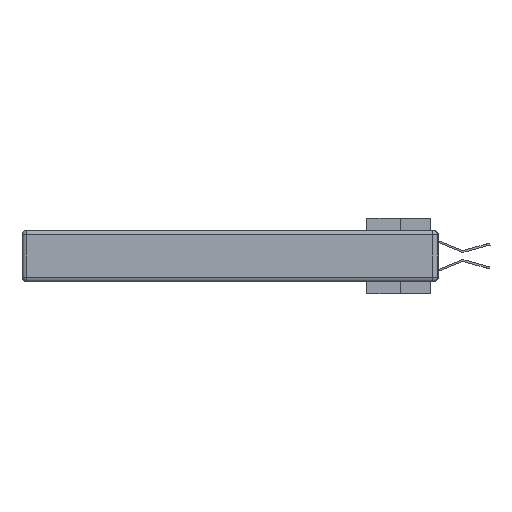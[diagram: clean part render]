
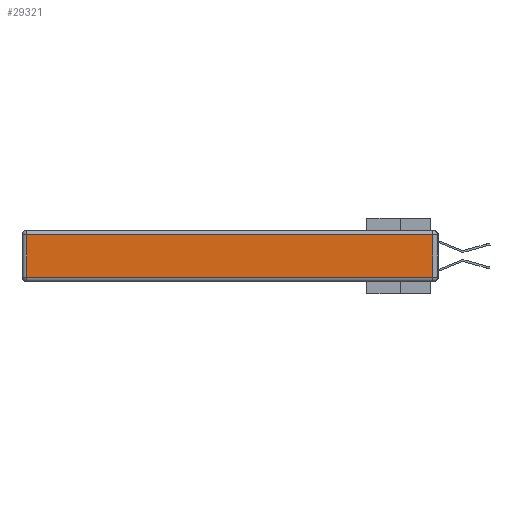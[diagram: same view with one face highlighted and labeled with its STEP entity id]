
A CAD part, left-side view. The second image highlights one B-rep face of the part: STEP entity #29321.
In plain terms, the highlighted planar face has unit normal (-1, 0, 0).
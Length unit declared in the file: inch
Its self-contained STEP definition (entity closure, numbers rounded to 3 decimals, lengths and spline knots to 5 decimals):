
#1099 = EDGE_CURVE ( 'NONE', #25393, #12373, #4739, .T. ) ;
#1655 = CARTESIAN_POINT ( 'NONE',  ( 0., 0., -0.343 ) ) ;
#1772 = DIRECTION ( 'NONE',  ( 0., 0., 1. ) ) ;
#2164 = VECTOR ( 'NONE', #18769, 39.37008 ) ;
#3678 = DIRECTION ( 'NONE',  ( 0., -1., 0. ) ) ;
#3729 = EDGE_CURVE ( 'NONE', #25345, #25393, #23286, .T. ) ;
#4739 = LINE ( 'NONE', #19790, #29527 ) ;
#7802 = DIRECTION ( 'NONE',  ( 0., 0., 1. ) ) ;
#8515 = CARTESIAN_POINT ( 'NONE',  ( 0., 2.72, -0.03 ) ) ;
#9409 = PLANE ( 'NONE',  #32683 ) ;
#11694 = CARTESIAN_POINT ( 'NONE',  ( 0., 2.72, -0.313 ) ) ;
#12373 = VERTEX_POINT ( 'NONE', #28918 ) ;
#13366 = CARTESIAN_POINT ( 'NONE',  ( 0., 2.75, -0.03 ) ) ;
#16383 = CARTESIAN_POINT ( 'NONE',  ( 0., 2.72, -0.343 ) ) ;
#16488 = LINE ( 'NONE', #13366, #2164 ) ;
#18769 = DIRECTION ( 'NONE',  ( 0., 1., 0. ) ) ;
#19790 = CARTESIAN_POINT ( 'NONE',  ( 0., 0., -0.313 ) ) ;
#21391 = FACE_OUTER_BOUND ( 'NONE', #24753, .T. ) ;
#21786 = VECTOR ( 'NONE', #7802, 39.37008 ) ;
#23286 = LINE ( 'NONE', #16383, #29616 ) ;
#23667 = ORIENTED_EDGE ( 'NONE', *, *, #3729, .T. ) ;
#24753 = EDGE_LOOP ( 'NONE', ( #26395, #29362, #27943, #23667 ) ) ;
#25345 = VERTEX_POINT ( 'NONE', #8515 ) ;
#25393 = VERTEX_POINT ( 'NONE', #11694 ) ;
#25849 = CARTESIAN_POINT ( 'NONE',  ( 0., 0.03, -0.03 ) ) ;
#26395 = ORIENTED_EDGE ( 'NONE', *, *, #1099, .T. ) ;
#27277 = EDGE_CURVE ( 'NONE', #32199, #25345, #16488, .T. ) ;
#27943 = ORIENTED_EDGE ( 'NONE', *, *, #27277, .T. ) ;
#28918 = CARTESIAN_POINT ( 'NONE',  ( 0., 0.03, -0.313 ) ) ;
#28957 = CARTESIAN_POINT ( 'NONE',  ( 0., 0.03, -0.343 ) ) ;
#29321 = ADVANCED_FACE ( 'NONE', ( #21391 ), #9409, .T. ) ;
#29362 = ORIENTED_EDGE ( 'NONE', *, *, #31793, .T. ) ;
#29527 = VECTOR ( 'NONE', #3678, 39.37008 ) ;
#29616 = VECTOR ( 'NONE', #32971, 39.37008 ) ;
#30629 = LINE ( 'NONE', #28957, #21786 ) ;
#31793 = EDGE_CURVE ( 'NONE', #12373, #32199, #30629, .T. ) ;
#32199 = VERTEX_POINT ( 'NONE', #25849 ) ;
#32683 = AXIS2_PLACEMENT_3D ( 'NONE', #1655, #34021, #1772 ) ;
#32971 = DIRECTION ( 'NONE',  ( 0., 0., -1. ) ) ;
#34021 = DIRECTION ( 'NONE',  ( -1., 0., 0. ) ) ;
